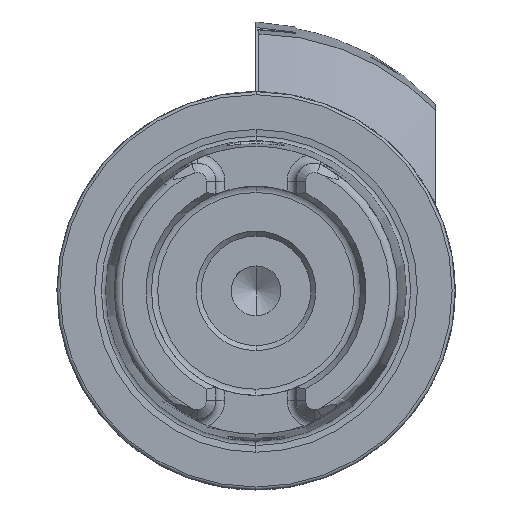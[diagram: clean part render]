
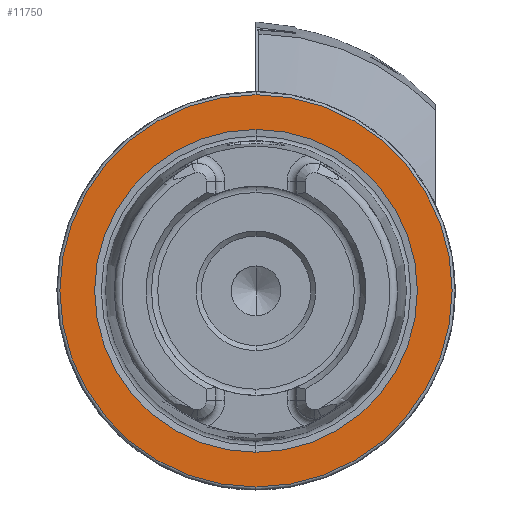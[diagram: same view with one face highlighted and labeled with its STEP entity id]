
A CAD part, left-side view. The second image highlights one B-rep face of the part: STEP entity #11750.
In plain terms, the highlighted planar face has unit normal (-1, 0, 0).
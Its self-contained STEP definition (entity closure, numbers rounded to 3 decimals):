
#629 = EDGE_CURVE ( 'NONE', #4465, #4468, #8799, .T. ) ;
#633 = EDGE_CURVE ( 'NONE', #4474, #4471, #8781, .T. ) ;
#1529 = CIRCLE ( 'NONE', #1532, 19.7 ) ;
#1531 = CIRCLE ( 'NONE', #1534, 16.207 ) ;
#1532 = AXIS2_PLACEMENT_3D ( 'NONE', #4963, #4964, #4965 ) ;
#1534 = AXIS2_PLACEMENT_3D ( 'NONE', #4966, #4967, #4968 ) ;
#3732 = CARTESIAN_POINT ( 'NONE',  ( 0., 0., -16.207 ) ) ;
#3738 = CARTESIAN_POINT ( 'NONE',  ( 0., 0., 16.207 ) ) ;
#3744 = CARTESIAN_POINT ( 'NONE',  ( 0., 0., -19.7 ) ) ;
#3750 = CARTESIAN_POINT ( 'NONE',  ( 0., 0., 19.7 ) ) ;
#4465 = VERTEX_POINT ( 'NONE', #3732 ) ;
#4468 = VERTEX_POINT ( 'NONE', #3738 ) ;
#4471 = VERTEX_POINT ( 'NONE', #3744 ) ;
#4474 = VERTEX_POINT ( 'NONE', #3750 ) ;
#4963 = CARTESIAN_POINT ( 'NONE',  ( 0., 0., 0. ) ) ;
#4964 = DIRECTION ( 'NONE',  ( -1., 0., 0. ) ) ;
#4965 = DIRECTION ( 'NONE',  ( 0., 0., 1. ) ) ;
#4966 = CARTESIAN_POINT ( 'NONE',  ( 0., 0., 0. ) ) ;
#4967 = DIRECTION ( 'NONE',  ( -1., 0., 0. ) ) ;
#4968 = DIRECTION ( 'NONE',  ( 0., 0., 1. ) ) ;
#5891 = ORIENTED_EDGE ( 'NONE', *, *, #11352, .F. ) ;
#5892 = ORIENTED_EDGE ( 'NONE', *, *, #629, .F. ) ;
#5893 = ORIENTED_EDGE ( 'NONE', *, *, #633, .T. ) ;
#5894 = ORIENTED_EDGE ( 'NONE', *, *, #11351, .T. ) ;
#6745 = AXIS2_PLACEMENT_3D ( 'NONE', #7453, #7463, #7464 ) ;
#7453 = CARTESIAN_POINT ( 'NONE',  ( 0., 19.7, 0. ) ) ;
#7459 = FACE_BOUND ( 'NONE', #9127, .T. ) ;
#7460 = FACE_OUTER_BOUND ( 'NONE', #9120, .T. ) ;
#7461 = PLANE ( 'NONE',  #6745 ) ;
#7463 = DIRECTION ( 'NONE',  ( 1., 0., 0. ) ) ;
#7464 = DIRECTION ( 'NONE',  ( 0., 0., -1. ) ) ;
#8756 = AXIS2_PLACEMENT_3D ( 'NONE', #10823, #10824, #10825 ) ;
#8781 = CIRCLE ( 'NONE', #8756, 19.7 ) ;
#8785 = AXIS2_PLACEMENT_3D ( 'NONE', #10812, #10813, #10814 ) ;
#8799 = CIRCLE ( 'NONE', #8785, 16.207 ) ;
#9120 = EDGE_LOOP ( 'NONE', ( #5893, #5894 ) ) ;
#9127 = EDGE_LOOP ( 'NONE', ( #5891, #5892 ) ) ;
#10812 = CARTESIAN_POINT ( 'NONE',  ( 0., 0., 0. ) ) ;
#10813 = DIRECTION ( 'NONE',  ( -1., 0., 0. ) ) ;
#10814 = DIRECTION ( 'NONE',  ( 0., 0., 1. ) ) ;
#10823 = CARTESIAN_POINT ( 'NONE',  ( 0., 0., 0. ) ) ;
#10824 = DIRECTION ( 'NONE',  ( -1., 0., 0. ) ) ;
#10825 = DIRECTION ( 'NONE',  ( 0., 0., 1. ) ) ;
#11351 = EDGE_CURVE ( 'NONE', #4471, #4474, #1529, .T. ) ;
#11352 = EDGE_CURVE ( 'NONE', #4468, #4465, #1531, .T. ) ;
#11750 = ADVANCED_FACE ( 'NONE', ( #7459, #7460 ), #7461, .F. ) ;
